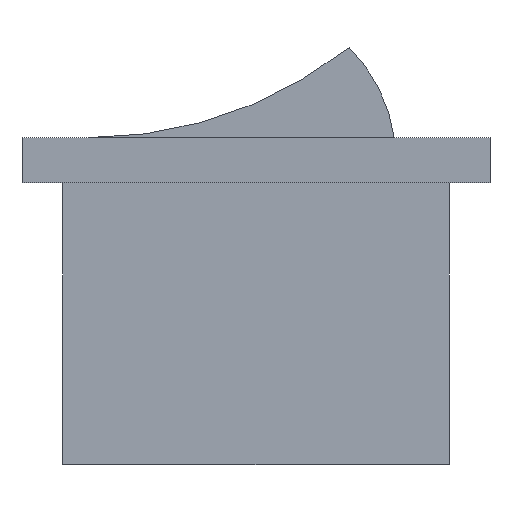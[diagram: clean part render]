
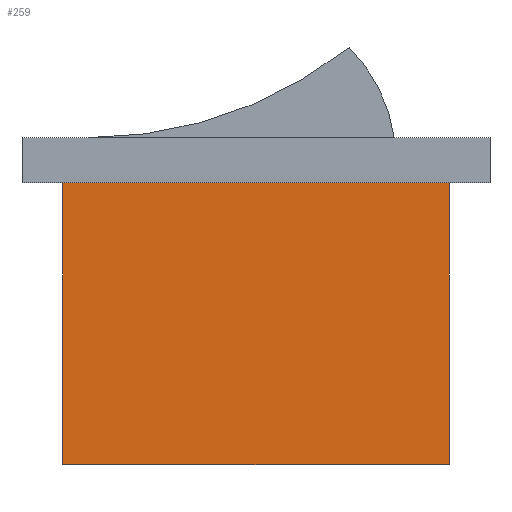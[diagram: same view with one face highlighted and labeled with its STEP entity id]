
A CAD part, left-side view. The second image highlights one B-rep face of the part: STEP entity #259.
In plain terms, the highlighted planar face has unit normal (-1, 0, 0).
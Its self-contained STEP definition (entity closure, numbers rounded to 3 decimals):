
#31=FACE_OUTER_BOUND('',#48,.T.);
#48=EDGE_LOOP('',(#222,#223,#224,#225));
#62=LINE('',#405,#91);
#76=LINE('',#433,#105);
#77=LINE('',#436,#106);
#78=LINE('',#437,#107);
#91=VECTOR('',#332,10.);
#105=VECTOR('',#360,10.);
#106=VECTOR('',#363,10.);
#107=VECTOR('',#364,10.);
#125=VERTEX_POINT('',#402);
#126=VERTEX_POINT('',#404);
#133=VERTEX_POINT('',#431);
#134=VERTEX_POINT('',#435);
#150=EDGE_CURVE('',#125,#126,#62,.T.);
#164=EDGE_CURVE('',#133,#126,#76,.T.);
#165=EDGE_CURVE('',#133,#134,#77,.T.);
#166=EDGE_CURVE('',#134,#125,#78,.T.);
#222=ORIENTED_EDGE('',*,*,#165,.F.);
#223=ORIENTED_EDGE('',*,*,#164,.T.);
#224=ORIENTED_EDGE('',*,*,#150,.F.);
#225=ORIENTED_EDGE('',*,*,#166,.F.);
#244=PLANE('',#298);
#259=ADVANCED_FACE('',(#31),#244,.T.);
#298=AXIS2_PLACEMENT_3D('',#434,#361,#362);
#332=DIRECTION('',(0.,-1.,0.));
#360=DIRECTION('',(0.,0.,1.));
#361=DIRECTION('center_axis',(-1.,0.,0.));
#362=DIRECTION('ref_axis',(0.,-1.,0.));
#363=DIRECTION('',(0.,1.,0.));
#364=DIRECTION('',(0.,0.,1.));
#402=CARTESIAN_POINT('',(-6.125,8.575,12.5));
#404=CARTESIAN_POINT('',(-6.125,-8.575,12.5));
#405=CARTESIAN_POINT('',(-6.125,-8.575,12.5));
#431=CARTESIAN_POINT('',(-6.125,-8.575,0.));
#433=CARTESIAN_POINT('',(-6.125,-8.575,0.));
#434=CARTESIAN_POINT('Origin',(-6.125,8.575,0.));
#435=CARTESIAN_POINT('',(-6.125,8.575,0.));
#436=CARTESIAN_POINT('',(-6.125,-8.575,0.));
#437=CARTESIAN_POINT('',(-6.125,8.575,0.));
